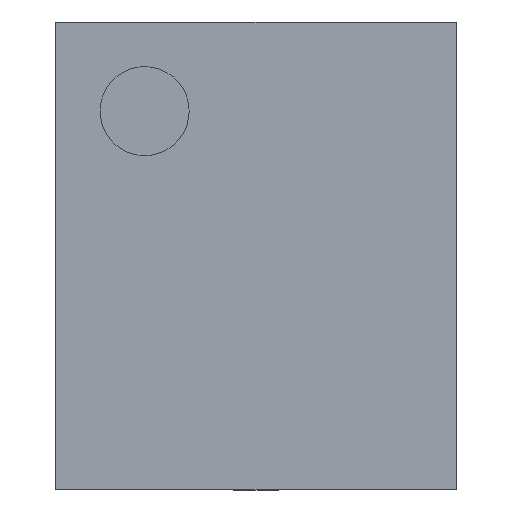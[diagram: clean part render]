
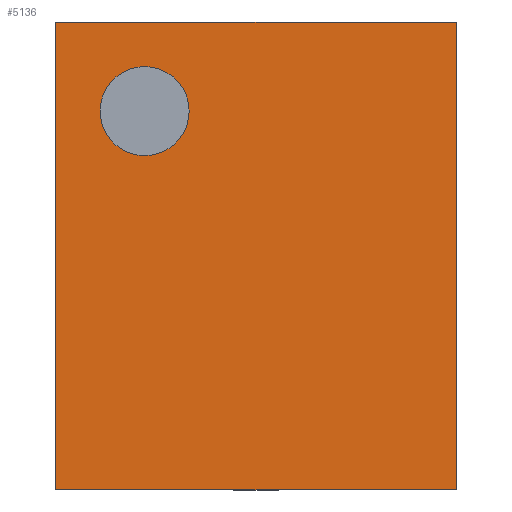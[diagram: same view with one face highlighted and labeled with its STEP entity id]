
A CAD part, top view. The second image highlights one B-rep face of the part: STEP entity #5136.
In plain terms, the highlighted planar face has unit normal (0, 0, 1).
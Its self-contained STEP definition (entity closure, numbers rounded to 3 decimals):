
#2778=CARTESIAN_POINT('',(-0.3,0.65,0.5));
#2779=VERTEX_POINT('',#2778);
#2788=CARTESIAN_POINT('',(-0.7,0.65,0.5));
#2789=VERTEX_POINT('',#2788);
#2790=CARTESIAN_POINT('',(-0.5,0.65,0.5));
#2791=DIRECTION('',(0.0,0.0,-1.0));
#2792=DIRECTION('',(1.0,0.0,0.0));
#2793=AXIS2_PLACEMENT_3D('',#2790,#2791,#2792);
#2794=CIRCLE('',#2793,0.2);
#2795=EDGE_CURVE('',#2789,#2779,#2794,.T.);
#3419=CARTESIAN_POINT('',(-0.5,0.65,0.5));
#3420=DIRECTION('',(0.0,0.0,-1.0));
#3421=DIRECTION('',(1.0,0.0,0.0));
#3422=AXIS2_PLACEMENT_3D('',#3419,#3420,#3421);
#3423=CIRCLE('',#3422,0.2);
#3424=EDGE_CURVE('',#2779,#2789,#3423,.T.);
#4819=CARTESIAN_POINT('',(-0.9,-1.05,0.5));
#4820=VERTEX_POINT('',#4819);
#4827=CARTESIAN_POINT('',(-0.9,1.05,0.5));
#4828=VERTEX_POINT('',#4827);
#4829=CARTESIAN_POINT('',(-0.9,-1.05,0.5));
#4830=DIRECTION('',(0.0,1.0,0.0));
#4831=VECTOR('',#4830,2.1);
#4832=LINE('',#4829,#4831);
#4833=EDGE_CURVE('',#4820,#4828,#4832,.T.);
#4904=CARTESIAN_POINT('',(0.9,-1.05,0.5));
#4905=VERTEX_POINT('',#4904);
#4912=CARTESIAN_POINT('',(0.9,-1.05,0.5));
#4913=DIRECTION('',(-1.0,0.0,0.0));
#4914=VECTOR('',#4913,1.8);
#4915=LINE('',#4912,#4914);
#4916=EDGE_CURVE('',#4905,#4820,#4915,.T.);
#5052=CARTESIAN_POINT('',(0.9,1.05,0.5));
#5053=VERTEX_POINT('',#5052);
#5054=CARTESIAN_POINT('',(-0.9,1.05,0.5));
#5055=DIRECTION('',(1.0,0.0,0.0));
#5056=VECTOR('',#5055,1.8);
#5057=LINE('',#5054,#5056);
#5058=EDGE_CURVE('',#4828,#5053,#5057,.T.);
#5104=CARTESIAN_POINT('',(0.9,1.05,0.5));
#5105=DIRECTION('',(0.0,-1.0,0.0));
#5106=VECTOR('',#5105,2.1);
#5107=LINE('',#5104,#5106);
#5108=EDGE_CURVE('',#5053,#4905,#5107,.T.);
#5121=CARTESIAN_POINT('',(0.,0.0,0.5));
#5122=DIRECTION('',(0.0,0.0,1.0));
#5123=DIRECTION('',(1.0,0.0,0.0));
#5124=AXIS2_PLACEMENT_3D('',#5121,#5122,#5123);
#5125=PLANE('',#5124);
#5126=ORIENTED_EDGE('',*,*,#5058,.F.);
#5127=ORIENTED_EDGE('',*,*,#4833,.F.);
#5128=ORIENTED_EDGE('',*,*,#4916,.F.);
#5129=ORIENTED_EDGE('',*,*,#5108,.F.);
#5130=EDGE_LOOP('',(#5126,#5127,#5128,#5129));
#5131=FACE_OUTER_BOUND('',#5130,.T.);
#5132=ORIENTED_EDGE('',*,*,#3424,.T.);
#5133=ORIENTED_EDGE('',*,*,#2795,.T.);
#5134=EDGE_LOOP('',(#5132,#5133));
#5135=FACE_BOUND('',#5134,.T.);
#5136=ADVANCED_FACE('',(#5131,#5135),#5125,.T.);
